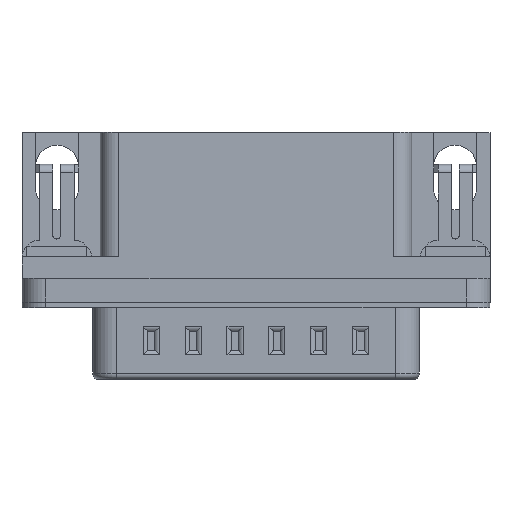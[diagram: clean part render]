
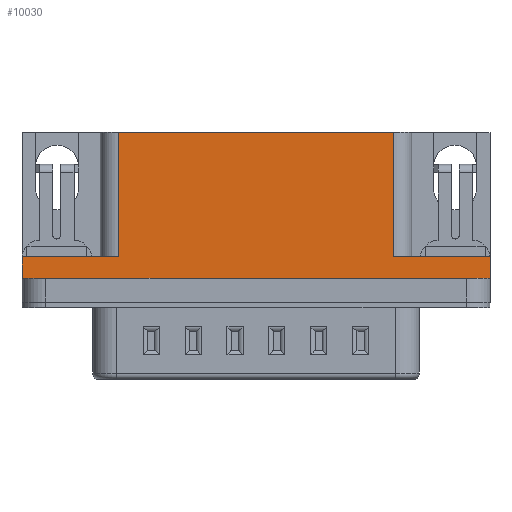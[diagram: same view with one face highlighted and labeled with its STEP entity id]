
A CAD part, top view. The second image highlights one B-rep face of the part: STEP entity #10030.
In plain terms, the highlighted planar face has unit normal (0, 0, 1).
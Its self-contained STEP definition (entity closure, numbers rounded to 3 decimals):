
#731=LINE('',#14908,#1889);
#792=LINE('',#15036,#1950);
#798=LINE('',#15047,#1956);
#801=LINE('',#15055,#1959);
#802=LINE('',#15056,#1960);
#803=LINE('',#15058,#1961);
#804=LINE('',#15060,#1962);
#805=LINE('',#15062,#1963);
#1889=VECTOR('',#11945,1000.);
#1950=VECTOR('',#12046,1000.);
#1956=VECTOR('',#12054,1000.);
#1959=VECTOR('',#12061,1000.);
#1960=VECTOR('',#12062,1000.);
#1961=VECTOR('',#12063,1000.);
#1962=VECTOR('',#12064,1000.);
#1963=VECTOR('',#12065,1000.);
#3252=ORIENTED_EDGE('',*,*,#5988,.T.);
#3253=ORIENTED_EDGE('',*,*,#6066,.T.);
#3254=ORIENTED_EDGE('',*,*,#6062,.T.);
#3255=ORIENTED_EDGE('',*,*,#6056,.F.);
#3256=ORIENTED_EDGE('',*,*,#6067,.F.);
#3257=ORIENTED_EDGE('',*,*,#6068,.T.);
#3258=ORIENTED_EDGE('',*,*,#6069,.F.);
#3259=ORIENTED_EDGE('',*,*,#6070,.T.);
#5988=EDGE_CURVE('',#7383,#7382,#731,.T.);
#6056=EDGE_CURVE('',#7429,#7430,#792,.T.);
#6062=EDGE_CURVE('',#7434,#7430,#798,.T.);
#6066=EDGE_CURVE('',#7382,#7434,#801,.T.);
#6067=EDGE_CURVE('',#7437,#7429,#802,.T.);
#6068=EDGE_CURVE('',#7437,#7438,#803,.T.);
#6069=EDGE_CURVE('',#7439,#7438,#804,.T.);
#6070=EDGE_CURVE('',#7439,#7383,#805,.T.);
#7382=VERTEX_POINT('',#14907);
#7383=VERTEX_POINT('',#14909);
#7429=VERTEX_POINT('',#15035);
#7430=VERTEX_POINT('',#15037);
#7434=VERTEX_POINT('',#15048);
#7437=VERTEX_POINT('',#15057);
#7438=VERTEX_POINT('',#15059);
#7439=VERTEX_POINT('',#15061);
#8373=EDGE_LOOP('',(#3252,#3253,#3254,#3255,#3256,#3257,#3258,#3259));
#9047=FACE_BOUND('',#8373,.T.);
#9684=PLANE('',#10787);
#10030=ADVANCED_FACE('',(#9047),#9684,.T.);
#10787=AXIS2_PLACEMENT_3D('',#15054,#12059,#12060);
#11945=DIRECTION('',(-1.,0.,0.));
#12046=DIRECTION('',(0.,1.,0.));
#12054=DIRECTION('',(-1.,0.,0.));
#12059=DIRECTION('',(0.,0.,1.));
#12060=DIRECTION('',(1.,0.,0.));
#12061=DIRECTION('',(0.,-1.,0.));
#12062=DIRECTION('',(-1.,0.,0.));
#12063=DIRECTION('',(0.,1.,0.));
#12064=DIRECTION('',(1.,0.,0.));
#12065=DIRECTION('',(0.,1.,0.));
#14907=CARTESIAN_POINT('',(-11.515,7.1,4.225));
#14908=CARTESIAN_POINT('',(19.57,7.1,4.225));
#14909=CARTESIAN_POINT('',(11.515,7.1,4.225));
#15035=CARTESIAN_POINT('',(-19.57,-5.1,4.225));
#15036=CARTESIAN_POINT('',(-19.57,-5.1,4.225));
#15037=CARTESIAN_POINT('',(-19.57,-3.3,4.225));
#15047=CARTESIAN_POINT('',(-13.015,-3.3,4.225));
#15048=CARTESIAN_POINT('',(-11.515,-3.3,4.225));
#15054=CARTESIAN_POINT('',(19.57,-5.1,4.225));
#15055=CARTESIAN_POINT('',(-11.515,-3.3,4.225));
#15056=CARTESIAN_POINT('',(19.57,-5.1,4.225));
#15057=CARTESIAN_POINT('',(19.57,-5.1,4.225));
#15058=CARTESIAN_POINT('',(19.57,-5.1,4.225));
#15059=CARTESIAN_POINT('',(19.57,-3.3,4.225));
#15060=CARTESIAN_POINT('',(13.015,-3.3,4.225));
#15061=CARTESIAN_POINT('',(11.515,-3.3,4.225));
#15062=CARTESIAN_POINT('',(11.515,7.1,4.225));
